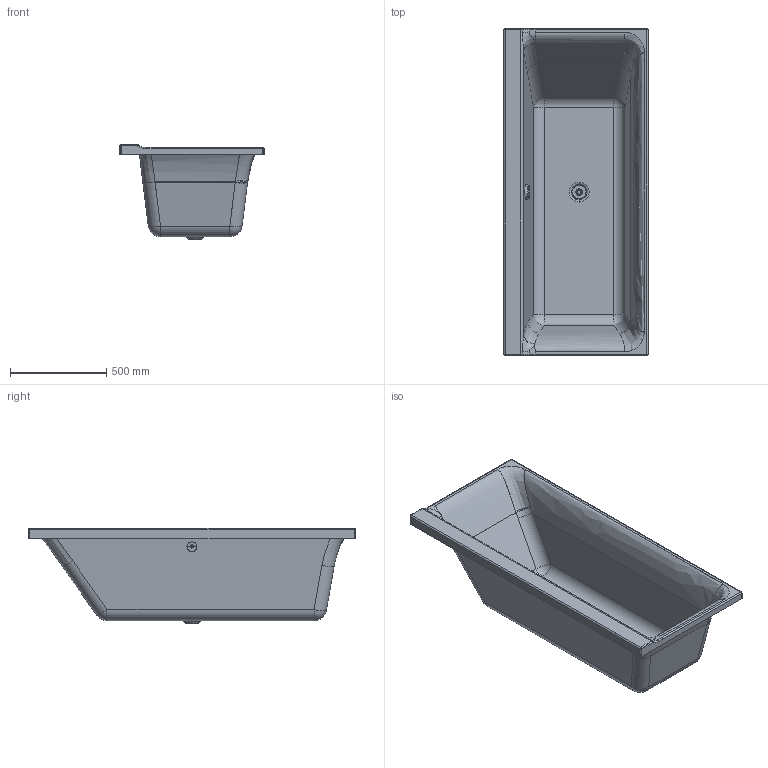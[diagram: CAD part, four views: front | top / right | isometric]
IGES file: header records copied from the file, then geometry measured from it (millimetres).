
Global section: file name: No Iges File Name specified; native system: Autodesk Inventor 2011; preprocessor: AutoDesk Inventor Iges Exporter R2011; author: Administrator; date: 20150619.144006; units: millimetre
Bounding box: 750.25 x 1700.11 x 495 mm (x, y, z)
Volume: 13804746.3 mm3; surface area: 5561623.2 mm2
Topology: 3 solids, 3 shells, 326 faces, 856 edges, 516 vertices
Faces by surface type: plane 115, revolution 94, bspline 54, cylinder 35, sphere 10, torus 10, cone 8
